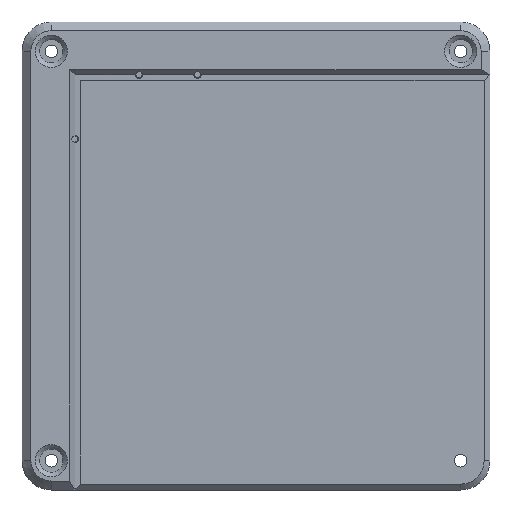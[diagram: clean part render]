
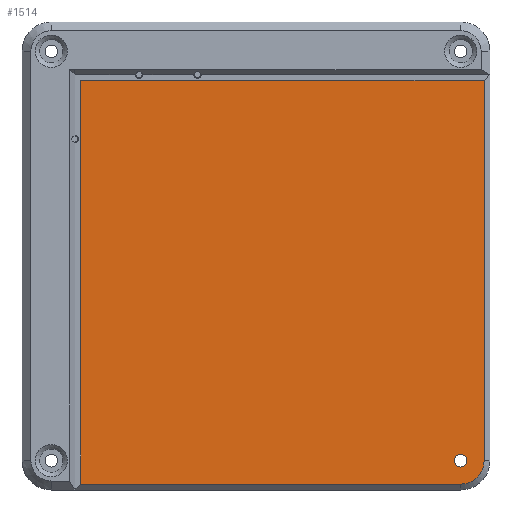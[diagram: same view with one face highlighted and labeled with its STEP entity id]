
A CAD part, top view. The second image highlights one B-rep face of the part: STEP entity #1514.
In plain terms, the highlighted planar face has unit normal (0, 0, 1).
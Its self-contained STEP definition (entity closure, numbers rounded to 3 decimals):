
#1215 = VERTEX_POINT('',#1216);
#1216 = CARTESIAN_POINT('',(0.,0.,0.));
#1222 = EDGE_CURVE('',#1223,#1215,#1225,.T.);
#1223 = VERTEX_POINT('',#1224);
#1224 = CARTESIAN_POINT('',(138.,0.,0.));
#1225 = LINE('',#1226,#1227);
#1226 = CARTESIAN_POINT('',(140.,0.,0.));
#1227 = VECTOR('',#1228,1.);
#1228 = DIRECTION('',(-1.,0.,0.));
#1263 = VERTEX_POINT('',#1264);
#1264 = CARTESIAN_POINT('',(0.,-138.,0.));
#1270 = EDGE_CURVE('',#1215,#1263,#1271,.T.);
#1271 = LINE('',#1272,#1273);
#1272 = CARTESIAN_POINT('',(0.,0.,0.));
#1273 = VECTOR('',#1274,1.);
#1274 = DIRECTION('',(0.,-1.,0.));
#1321 = EDGE_CURVE('',#1322,#1223,#1324,.T.);
#1322 = VERTEX_POINT('',#1323);
#1323 = CARTESIAN_POINT('',(138.,-130.,0.));
#1324 = LINE('',#1325,#1326);
#1325 = CARTESIAN_POINT('',(138.,-130.,0.));
#1326 = VECTOR('',#1327,1.);
#1327 = DIRECTION('',(0.,1.,0.));
#1440 = VERTEX_POINT('',#1441);
#1441 = CARTESIAN_POINT('',(130.,-138.,0.));
#1447 = EDGE_CURVE('',#1263,#1440,#1448,.T.);
#1448 = LINE('',#1449,#1450);
#1449 = CARTESIAN_POINT('',(0.,-138.,0.));
#1450 = VECTOR('',#1451,1.);
#1451 = DIRECTION('',(1.,0.,0.));
#1514 = ADVANCED_FACE('',(#1515,#1528),#1539,.T.);
#1515 = FACE_BOUND('',#1516,.T.);
#1516 = EDGE_LOOP('',(#1517,#1518,#1519,#1520,#1527));
#1517 = ORIENTED_EDGE('',*,*,#1222,.T.);
#1518 = ORIENTED_EDGE('',*,*,#1270,.T.);
#1519 = ORIENTED_EDGE('',*,*,#1447,.T.);
#1520 = ORIENTED_EDGE('',*,*,#1521,.T.);
#1521 = EDGE_CURVE('',#1440,#1322,#1522,.T.);
#1522 = CIRCLE('',#1523,8.);
#1523 = AXIS2_PLACEMENT_3D('',#1524,#1525,#1526);
#1524 = CARTESIAN_POINT('',(130.,-130.,0.));
#1525 = DIRECTION('',(-0.,0.,1.));
#1526 = DIRECTION('',(0.,-1.,0.));
#1527 = ORIENTED_EDGE('',*,*,#1321,.T.);
#1528 = FACE_BOUND('',#1529,.T.);
#1529 = EDGE_LOOP('',(#1530));
#1530 = ORIENTED_EDGE('',*,*,#1531,.F.);
#1531 = EDGE_CURVE('',#1532,#1532,#1534,.T.);
#1532 = VERTEX_POINT('',#1533);
#1533 = CARTESIAN_POINT('',(132.15,-130.,0.));
#1534 = CIRCLE('',#1535,2.15);
#1535 = AXIS2_PLACEMENT_3D('',#1536,#1537,#1538);
#1536 = CARTESIAN_POINT('',(130.,-130.,0.));
#1537 = DIRECTION('',(0.,0.,1.));
#1538 = DIRECTION('',(1.,0.,0.));
#1539 = PLANE('',#1540);
#1540 = AXIS2_PLACEMENT_3D('',#1541,#1542,#1543);
#1541 = CARTESIAN_POINT('',(60.,-60.,0.));
#1542 = DIRECTION('',(0.,0.,1.));
#1543 = DIRECTION('',(1.,0.,0.));
